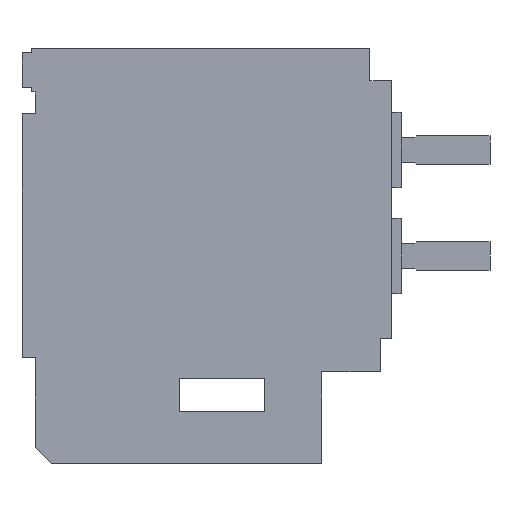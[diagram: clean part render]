
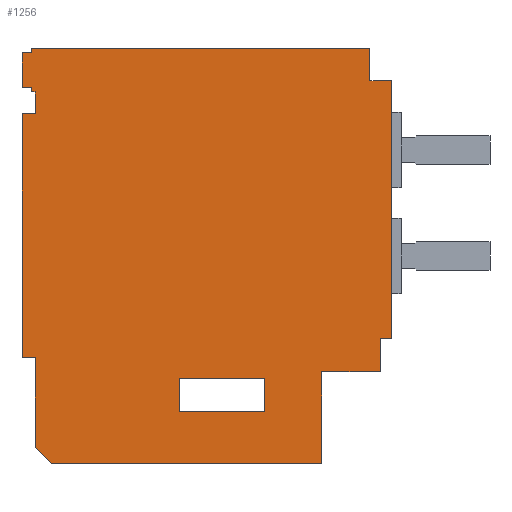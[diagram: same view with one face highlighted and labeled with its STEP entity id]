
A CAD part, front view. The second image highlights one B-rep face of the part: STEP entity #1256.
In plain terms, the highlighted planar face has unit normal (0, -1, 0).
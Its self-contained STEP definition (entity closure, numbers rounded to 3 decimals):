
#1=DIRECTION('',(-0.707,0.,0.707));
#2=VECTOR('',#1,24.042);
#3=CARTESIAN_POINT('',(-134.5,0.,-326.425));
#4=LINE('',#3,#2);
#5=DIRECTION('',(0.,0.,-1.));
#6=VECTOR('',#5,35.);
#7=CARTESIAN_POINT('',(1.5,0.,-236.425));
#8=LINE('',#7,#6);
#9=DIRECTION('',(1.,0.,0.));
#10=VECTOR('',#9,90.);
#11=CARTESIAN_POINT('',(1.5,0.,-271.425));
#12=LINE('',#11,#10);
#13=DIRECTION('',(0.,0.,1.));
#14=VECTOR('',#13,35.);
#15=CARTESIAN_POINT('',(91.5,0.,-271.425));
#16=LINE('',#15,#14);
#17=DIRECTION('',(-1.,0.,0.));
#18=VECTOR('',#17,90.);
#19=CARTESIAN_POINT('',(91.5,0.,-236.425));
#20=LINE('',#19,#18);
#45=DIRECTION('',(1.,0.,0.));
#46=VECTOR('',#45,286.);
#47=CARTESIAN_POINT('',(-134.5,0.,-326.425));
#48=LINE('',#47,#46);
#137=DIRECTION('',(0.,0.,1.));
#138=VECTOR('',#137,97.);
#139=CARTESIAN_POINT('',(151.5,0.,-326.425));
#140=LINE('',#139,#138);
#141=DIRECTION('',(1.,0.,0.));
#142=VECTOR('',#141,62.);
#143=CARTESIAN_POINT('',(151.5,0.,-229.425));
#144=LINE('',#143,#142);
#149=DIRECTION('',(0.,0.,1.));
#150=VECTOR('',#149,35.);
#151=CARTESIAN_POINT('',(213.5,0.,-229.425));
#152=LINE('',#151,#150);
#157=DIRECTION('',(1.,0.,0.));
#158=VECTOR('',#157,12.);
#159=CARTESIAN_POINT('',(213.5,0.,-194.425));
#160=LINE('',#159,#158);
#165=DIRECTION('',(0.,0.,1.));
#166=VECTOR('',#165,273.);
#167=CARTESIAN_POINT('',(225.5,0.,-194.425));
#168=LINE('',#167,#166);
#173=DIRECTION('',(-1.,0.,0.));
#174=VECTOR('',#173,23.);
#175=CARTESIAN_POINT('',(225.5,0.,78.575));
#176=LINE('',#175,#174);
#181=DIRECTION('',(0.,0.,1.));
#182=VECTOR('',#181,34.);
#183=CARTESIAN_POINT('',(202.5,0.,78.575));
#184=LINE('',#183,#182);
#189=DIRECTION('',(-1.,0.,0.));
#190=VECTOR('',#189,358.);
#191=CARTESIAN_POINT('',(202.5,0.,112.575));
#192=LINE('',#191,#190);
#247=DIRECTION('',(0.,0.,-1.));
#248=VECTOR('',#247,4.5);
#249=CARTESIAN_POINT('',(-155.5,0.,112.575));
#250=LINE('',#249,#248);
#255=DIRECTION('',(-1.,0.,0.));
#256=VECTOR('',#255,10.);
#257=CARTESIAN_POINT('',(-155.5,0.,108.075));
#258=LINE('',#257,#256);
#263=DIRECTION('',(0.,0.,-1.));
#264=VECTOR('',#263,37.);
#265=CARTESIAN_POINT('',(-165.5,0.,108.075));
#266=LINE('',#265,#264);
#271=DIRECTION('',(1.,0.,0.));
#272=VECTOR('',#271,10.);
#273=CARTESIAN_POINT('',(-165.5,0.,71.075));
#274=LINE('',#273,#272);
#279=DIRECTION('',(0.,0.,-1.));
#280=VECTOR('',#279,4.5);
#281=CARTESIAN_POINT('',(-155.5,0.,71.075));
#282=LINE('',#281,#280);
#287=DIRECTION('',(1.,0.,0.));
#288=VECTOR('',#287,4.);
#289=CARTESIAN_POINT('',(-155.5,0.,66.575));
#290=LINE('',#289,#288);
#295=DIRECTION('',(0.,0.,-1.));
#296=VECTOR('',#295,23.);
#297=CARTESIAN_POINT('',(-151.5,0.,66.575));
#298=LINE('',#297,#296);
#303=DIRECTION('',(-1.,0.,0.));
#304=VECTOR('',#303,14.);
#305=CARTESIAN_POINT('',(-151.5,0.,43.575));
#306=LINE('',#305,#304);
#311=DIRECTION('',(0.,0.,-1.));
#312=VECTOR('',#311,258.);
#313=CARTESIAN_POINT('',(-165.5,0.,43.575));
#314=LINE('',#313,#312);
#327=DIRECTION('',(1.,0.,0.));
#328=VECTOR('',#327,14.);
#329=CARTESIAN_POINT('',(-165.5,0.,-214.425));
#330=LINE('',#329,#328);
#335=DIRECTION('',(0.,0.,-1.));
#336=VECTOR('',#335,95.);
#337=CARTESIAN_POINT('',(-151.5,0.,-214.425));
#338=LINE('',#337,#336);
#901=CARTESIAN_POINT('',(-134.5,0.,-326.425));
#902=CARTESIAN_POINT('',(-151.5,0.,-309.425));
#903=VERTEX_POINT('',#901);
#904=VERTEX_POINT('',#902);
#905=CARTESIAN_POINT('',(-151.5,0.,-214.425));
#906=VERTEX_POINT('',#905);
#907=CARTESIAN_POINT('',(-165.5,0.,-214.425));
#908=VERTEX_POINT('',#907);
#909=CARTESIAN_POINT('',(-165.5,0.,43.575));
#910=VERTEX_POINT('',#909);
#911=CARTESIAN_POINT('',(-151.5,0.,43.575));
#912=VERTEX_POINT('',#911);
#913=CARTESIAN_POINT('',(-151.5,0.,66.575));
#914=VERTEX_POINT('',#913);
#915=CARTESIAN_POINT('',(-155.5,0.,66.575));
#916=VERTEX_POINT('',#915);
#917=CARTESIAN_POINT('',(-155.5,0.,71.075));
#918=VERTEX_POINT('',#917);
#919=CARTESIAN_POINT('',(-165.5,0.,71.075));
#920=VERTEX_POINT('',#919);
#921=CARTESIAN_POINT('',(-165.5,0.,108.075));
#922=VERTEX_POINT('',#921);
#923=CARTESIAN_POINT('',(-155.5,0.,108.075));
#924=VERTEX_POINT('',#923);
#925=CARTESIAN_POINT('',(-155.5,0.,112.575));
#926=VERTEX_POINT('',#925);
#927=CARTESIAN_POINT('',(202.5,0.,112.575));
#928=VERTEX_POINT('',#927);
#929=CARTESIAN_POINT('',(202.5,0.,78.575));
#930=VERTEX_POINT('',#929);
#931=CARTESIAN_POINT('',(225.5,0.,78.575));
#932=VERTEX_POINT('',#931);
#933=CARTESIAN_POINT('',(225.5,0.,-194.425));
#934=VERTEX_POINT('',#933);
#935=CARTESIAN_POINT('',(213.5,0.,-194.425));
#936=VERTEX_POINT('',#935);
#937=CARTESIAN_POINT('',(213.5,0.,-229.425));
#938=VERTEX_POINT('',#937);
#939=CARTESIAN_POINT('',(151.5,0.,-229.425));
#940=VERTEX_POINT('',#939);
#941=CARTESIAN_POINT('',(151.5,0.,-326.425));
#942=VERTEX_POINT('',#941);
#943=CARTESIAN_POINT('',(1.5,0.,-236.425));
#944=CARTESIAN_POINT('',(1.5,0.,-271.425));
#945=VERTEX_POINT('',#943);
#946=VERTEX_POINT('',#944);
#947=CARTESIAN_POINT('',(91.5,0.,-271.425));
#948=VERTEX_POINT('',#947);
#949=CARTESIAN_POINT('',(91.5,0.,-236.425));
#950=VERTEX_POINT('',#949);
#1197=CARTESIAN_POINT('',(0.,0.,0.));
#1198=DIRECTION('',(0.,1.,0.));
#1199=DIRECTION('',(1.,0.,0.));
#1200=AXIS2_PLACEMENT_3D('',#1197,#1198,#1199);
#1201=PLANE('',#1200);
#1203=ORIENTED_EDGE('',*,*,#1202,.T.);
#1205=ORIENTED_EDGE('',*,*,#1204,.F.);
#1207=ORIENTED_EDGE('',*,*,#1206,.F.);
#1209=ORIENTED_EDGE('',*,*,#1208,.F.);
#1211=ORIENTED_EDGE('',*,*,#1210,.F.);
#1213=ORIENTED_EDGE('',*,*,#1212,.F.);
#1215=ORIENTED_EDGE('',*,*,#1214,.F.);
#1217=ORIENTED_EDGE('',*,*,#1216,.F.);
#1219=ORIENTED_EDGE('',*,*,#1218,.F.);
#1221=ORIENTED_EDGE('',*,*,#1220,.F.);
#1223=ORIENTED_EDGE('',*,*,#1222,.F.);
#1225=ORIENTED_EDGE('',*,*,#1224,.F.);
#1227=ORIENTED_EDGE('',*,*,#1226,.F.);
#1229=ORIENTED_EDGE('',*,*,#1228,.F.);
#1231=ORIENTED_EDGE('',*,*,#1230,.F.);
#1233=ORIENTED_EDGE('',*,*,#1232,.F.);
#1235=ORIENTED_EDGE('',*,*,#1234,.F.);
#1237=ORIENTED_EDGE('',*,*,#1236,.F.);
#1239=ORIENTED_EDGE('',*,*,#1238,.F.);
#1241=ORIENTED_EDGE('',*,*,#1240,.F.);
#1243=ORIENTED_EDGE('',*,*,#1242,.F.);
#1244=EDGE_LOOP('',(#1203,#1205,#1207,#1209,#1211,#1213,#1215,#1217,#1219,#1221,
#1223,#1225,#1227,#1229,#1231,#1233,#1235,#1237,#1239,#1241,#1243));
#1245=FACE_OUTER_BOUND('',#1244,.F.);
#1247=ORIENTED_EDGE('',*,*,#1246,.T.);
#1249=ORIENTED_EDGE('',*,*,#1248,.T.);
#1251=ORIENTED_EDGE('',*,*,#1250,.T.);
#1253=ORIENTED_EDGE('',*,*,#1252,.T.);
#1254=EDGE_LOOP('',(#1247,#1249,#1251,#1253));
#1255=FACE_BOUND('',#1254,.F.);
#1256=ADVANCED_FACE('',(#1245,#1255),#1201,.F.);
#1202=EDGE_CURVE('',#903,#904,#4,.T.);
#1204=EDGE_CURVE('',#906,#904,#338,.T.);
#1206=EDGE_CURVE('',#908,#906,#330,.T.);
#1208=EDGE_CURVE('',#910,#908,#314,.T.);
#1210=EDGE_CURVE('',#912,#910,#306,.T.);
#1212=EDGE_CURVE('',#914,#912,#298,.T.);
#1214=EDGE_CURVE('',#916,#914,#290,.T.);
#1216=EDGE_CURVE('',#918,#916,#282,.T.);
#1218=EDGE_CURVE('',#920,#918,#274,.T.);
#1220=EDGE_CURVE('',#922,#920,#266,.T.);
#1222=EDGE_CURVE('',#924,#922,#258,.T.);
#1224=EDGE_CURVE('',#926,#924,#250,.T.);
#1226=EDGE_CURVE('',#928,#926,#192,.T.);
#1228=EDGE_CURVE('',#930,#928,#184,.T.);
#1230=EDGE_CURVE('',#932,#930,#176,.T.);
#1232=EDGE_CURVE('',#934,#932,#168,.T.);
#1234=EDGE_CURVE('',#936,#934,#160,.T.);
#1236=EDGE_CURVE('',#938,#936,#152,.T.);
#1238=EDGE_CURVE('',#940,#938,#144,.T.);
#1240=EDGE_CURVE('',#942,#940,#140,.T.);
#1242=EDGE_CURVE('',#903,#942,#48,.T.);
#1246=EDGE_CURVE('',#945,#946,#8,.T.);
#1248=EDGE_CURVE('',#946,#948,#12,.T.);
#1250=EDGE_CURVE('',#948,#950,#16,.T.);
#1252=EDGE_CURVE('',#950,#945,#20,.T.);
